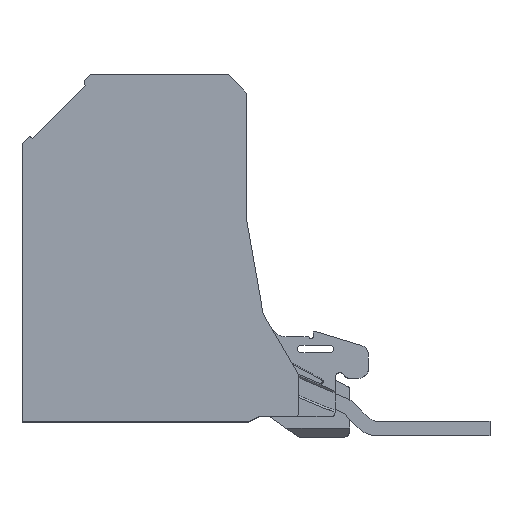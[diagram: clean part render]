
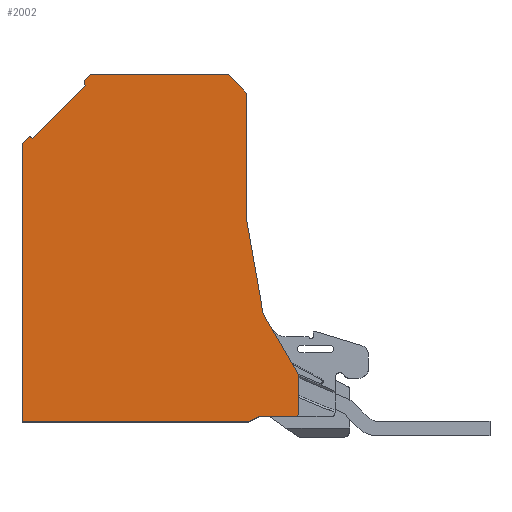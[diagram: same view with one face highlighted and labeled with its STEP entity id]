
A CAD part, top view. The second image highlights one B-rep face of the part: STEP entity #2002.
In plain terms, the highlighted planar face has unit normal (0, 0, 1).
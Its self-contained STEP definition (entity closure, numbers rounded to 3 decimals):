
#139=DIRECTION('',(0.,-1.,0.));
#140=VECTOR('',#139,22.893);
#141=CARTESIAN_POINT('',(-19.5,17.543,4.15));
#142=LINE('',#141,#140);
#165=DIRECTION('',(1.,0.,0.));
#166=VECTOR('',#165,11.343);
#167=CARTESIAN_POINT('',(-13.843,23.2,4.15));
#168=LINE('',#167,#166);
#169=DIRECTION('',(-0.707,0.707,0.));
#170=VECTOR('',#169,2.121);
#171=CARTESIAN_POINT('',(-1.,21.7,4.15));
#172=LINE('',#171,#170);
#173=DIRECTION('',(-0.174,0.985,0.));
#174=VECTOR('',#173,7.656);
#175=CARTESIAN_POINT('',(0.329,3.599,4.15));
#176=LINE('',#175,#174);
#177=CARTESIAN_POINT('',(0.625,3.651,4.15));
#178=DIRECTION('',(0.,0.,-1.));
#179=DIRECTION('',(-0.866,-0.5,0.));
#180=AXIS2_PLACEMENT_3D('',#177,#178,#179);
#182=DIRECTION('',(-0.5,0.866,0.));
#183=VECTOR('',#182,5.77);
#184=CARTESIAN_POINT('',(3.25,-1.496,4.15));
#185=LINE('',#184,#183);
#186=DIRECTION('',(0.,1.,0.));
#187=VECTOR('',#186,3.154);
#188=CARTESIAN_POINT('',(3.25,-4.65,4.15));
#189=LINE('',#188,#187);
#190=CARTESIAN_POINT('',(3.,-4.65,4.15));
#191=DIRECTION('',(0.,0.,1.));
#192=DIRECTION('',(0.,-1.,0.));
#193=AXIS2_PLACEMENT_3D('',#190,#191,#192);
#195=DIRECTION('',(1.,0.,0.));
#196=VECTOR('',#195,2.813);
#197=CARTESIAN_POINT('',(0.187,-4.9,4.15));
#198=LINE('',#197,#196);
#199=CARTESIAN_POINT('',(0.187,-5.4,4.15));
#200=DIRECTION('',(0.,0.,-1.));
#201=DIRECTION('',(-0.423,0.906,0.));
#202=AXIS2_PLACEMENT_3D('',#199,#200,#201);
#204=DIRECTION('',(0.906,0.423,0.));
#205=VECTOR('',#204,0.954);
#206=CARTESIAN_POINT('',(-0.889,-5.35,4.15));
#207=LINE('',#206,#205);
#208=DIRECTION('',(1.,0.,0.));
#209=VECTOR('',#208,18.611);
#210=CARTESIAN_POINT('',(-19.5,-5.35,4.15));
#211=LINE('',#210,#209);
#212=DIRECTION('',(-0.707,-0.707,0.));
#213=VECTOR('',#212,0.7);
#214=CARTESIAN_POINT('',(-19.005,18.038,4.15));
#215=LINE('',#214,#213);
#216=CARTESIAN_POINT('',(-18.864,17.897,4.15));
#217=DIRECTION('',(0.,0.,1.));
#218=DIRECTION('',(0.707,0.707,0.));
#219=AXIS2_PLACEMENT_3D('',#216,#217,#218);
#221=DIRECTION('',(-0.707,0.707,0.));
#222=VECTOR('',#221,0.1);
#223=CARTESIAN_POINT('',(-18.651,17.967,4.15));
#224=LINE('',#223,#222);
#225=DIRECTION('',(-0.707,-0.707,0.));
#226=VECTOR('',#225,6.2);
#227=CARTESIAN_POINT('',(-14.267,22.351,4.15));
#228=LINE('',#227,#226);
#229=DIRECTION('',(0.707,-0.707,0.));
#230=VECTOR('',#229,0.1);
#231=CARTESIAN_POINT('',(-14.338,22.422,4.15));
#232=LINE('',#231,#230);
#233=CARTESIAN_POINT('',(-14.197,22.564,4.15));
#234=DIRECTION('',(0.,0.,1.));
#235=DIRECTION('',(-0.707,0.707,0.));
#236=AXIS2_PLACEMENT_3D('',#233,#234,#235);
#238=DIRECTION('',(-0.707,-0.707,0.));
#239=VECTOR('',#238,0.7);
#240=CARTESIAN_POINT('',(-13.843,23.2,4.15));
#241=LINE('',#240,#239);
#340=DIRECTION('',(0.,1.,0.));
#341=VECTOR('',#340,10.562);
#342=CARTESIAN_POINT('',(-1.,11.138,4.15));
#343=LINE('',#342,#341);
#1639=CARTESIAN_POINT('',(-13.843,23.2,4.15));
#1640=CARTESIAN_POINT('',(-14.338,22.705,4.15));
#1641=VERTEX_POINT('',#1639);
#1642=VERTEX_POINT('',#1640);
#1643=CARTESIAN_POINT('',(-14.338,22.422,4.15));
#1644=VERTEX_POINT('',#1643);
#1645=CARTESIAN_POINT('',(-14.267,22.351,4.15));
#1646=VERTEX_POINT('',#1645);
#1647=CARTESIAN_POINT('',(-18.651,17.967,4.15));
#1648=VERTEX_POINT('',#1647);
#1649=CARTESIAN_POINT('',(-18.722,18.038,4.15));
#1650=VERTEX_POINT('',#1649);
#1651=CARTESIAN_POINT('',(-19.005,18.038,4.15));
#1652=VERTEX_POINT('',#1651);
#1653=CARTESIAN_POINT('',(-19.5,17.543,4.15));
#1654=VERTEX_POINT('',#1653);
#1655=CARTESIAN_POINT('',(-19.5,-5.35,4.15));
#1656=CARTESIAN_POINT('',(-0.889,-5.35,4.15));
#1657=VERTEX_POINT('',#1655);
#1658=VERTEX_POINT('',#1656);
#1659=CARTESIAN_POINT('',(-0.025,-4.947,4.15));
#1660=VERTEX_POINT('',#1659);
#1661=CARTESIAN_POINT('',(0.187,-4.9,4.15));
#1662=VERTEX_POINT('',#1661);
#1663=CARTESIAN_POINT('',(3.,-4.9,4.15));
#1664=VERTEX_POINT('',#1663);
#1665=CARTESIAN_POINT('',(3.25,-4.65,4.15));
#1666=VERTEX_POINT('',#1665);
#1667=CARTESIAN_POINT('',(3.25,-1.496,4.15));
#1668=VERTEX_POINT('',#1667);
#1669=CARTESIAN_POINT('',(0.365,3.501,4.15));
#1670=VERTEX_POINT('',#1669);
#1671=CARTESIAN_POINT('',(0.329,3.599,4.15));
#1672=VERTEX_POINT('',#1671);
#1673=CARTESIAN_POINT('',(-1.,11.138,4.15));
#1674=VERTEX_POINT('',#1673);
#1675=CARTESIAN_POINT('',(-1.,21.7,4.15));
#1676=CARTESIAN_POINT('',(-2.5,23.2,4.15));
#1677=VERTEX_POINT('',#1675);
#1678=VERTEX_POINT('',#1676);
#1960=CARTESIAN_POINT('',(-1.,20.787,4.15));
#1961=DIRECTION('',(0.,0.,1.));
#1962=DIRECTION('',(0.,-1.,0.));
#1963=AXIS2_PLACEMENT_3D('',#1960,#1961,#1962);
#1964=PLANE('',#1963);
#1966=ORIENTED_EDGE('',*,*,#1965,.T.);
#1968=ORIENTED_EDGE('',*,*,#1967,.F.);
#1970=ORIENTED_EDGE('',*,*,#1969,.F.);
#1972=ORIENTED_EDGE('',*,*,#1971,.F.);
#1974=ORIENTED_EDGE('',*,*,#1973,.F.);
#1976=ORIENTED_EDGE('',*,*,#1975,.F.);
#1978=ORIENTED_EDGE('',*,*,#1977,.F.);
#1980=ORIENTED_EDGE('',*,*,#1979,.F.);
#1981=ORIENTED_EDGE('',*,*,#1810,.F.);
#1982=ORIENTED_EDGE('',*,*,#1838,.F.);
#1983=ORIENTED_EDGE('',*,*,#1855,.F.);
#1984=ORIENTED_EDGE('',*,*,#1921,.F.);
#1985=ORIENTED_EDGE('',*,*,#1933,.F.);
#1987=ORIENTED_EDGE('',*,*,#1986,.F.);
#1989=ORIENTED_EDGE('',*,*,#1988,.F.);
#1991=ORIENTED_EDGE('',*,*,#1990,.F.);
#1993=ORIENTED_EDGE('',*,*,#1992,.F.);
#1995=ORIENTED_EDGE('',*,*,#1994,.F.);
#1997=ORIENTED_EDGE('',*,*,#1996,.F.);
#1999=ORIENTED_EDGE('',*,*,#1998,.F.);
#2000=EDGE_LOOP('',(#1966,#1968,#1970,#1972,#1974,#1976,#1978,#1980,#1981,#1982,
#1983,#1984,#1985,#1987,#1989,#1991,#1993,#1995,#1997,#1999));
#2001=FACE_OUTER_BOUND('',#2000,.F.);
#2002=ADVANCED_FACE('',(#2001),#1964,.T.);
#181=CIRCLE('',#180,0.3);
#194=CIRCLE('',#193,0.25);
#203=CIRCLE('',#202,0.5);
#220=CIRCLE('',#219,0.2);
#237=CIRCLE('',#236,0.2);
#1810=EDGE_CURVE('',#1662,#1664,#198,.T.);
#1838=EDGE_CURVE('',#1660,#1662,#203,.T.);
#1855=EDGE_CURVE('',#1658,#1660,#207,.T.);
#1921=EDGE_CURVE('',#1657,#1658,#211,.T.);
#1933=EDGE_CURVE('',#1654,#1657,#142,.T.);
#1965=EDGE_CURVE('',#1641,#1678,#168,.T.);
#1967=EDGE_CURVE('',#1677,#1678,#172,.T.);
#1969=EDGE_CURVE('',#1674,#1677,#343,.T.);
#1971=EDGE_CURVE('',#1672,#1674,#176,.T.);
#1973=EDGE_CURVE('',#1670,#1672,#181,.T.);
#1975=EDGE_CURVE('',#1668,#1670,#185,.T.);
#1977=EDGE_CURVE('',#1666,#1668,#189,.T.);
#1979=EDGE_CURVE('',#1664,#1666,#194,.T.);
#1986=EDGE_CURVE('',#1652,#1654,#215,.T.);
#1988=EDGE_CURVE('',#1650,#1652,#220,.T.);
#1990=EDGE_CURVE('',#1648,#1650,#224,.T.);
#1992=EDGE_CURVE('',#1646,#1648,#228,.T.);
#1994=EDGE_CURVE('',#1644,#1646,#232,.T.);
#1996=EDGE_CURVE('',#1642,#1644,#237,.T.);
#1998=EDGE_CURVE('',#1641,#1642,#241,.T.);
